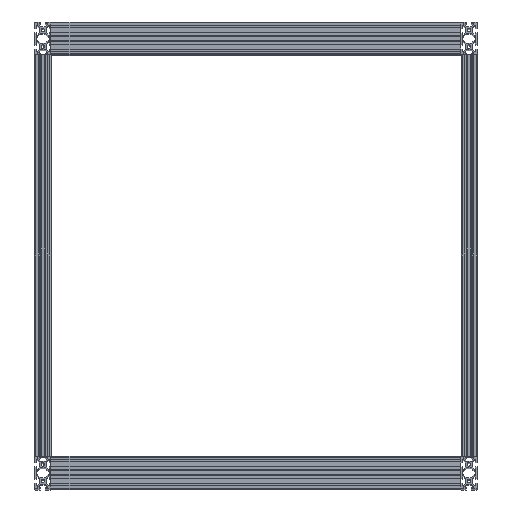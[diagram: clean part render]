
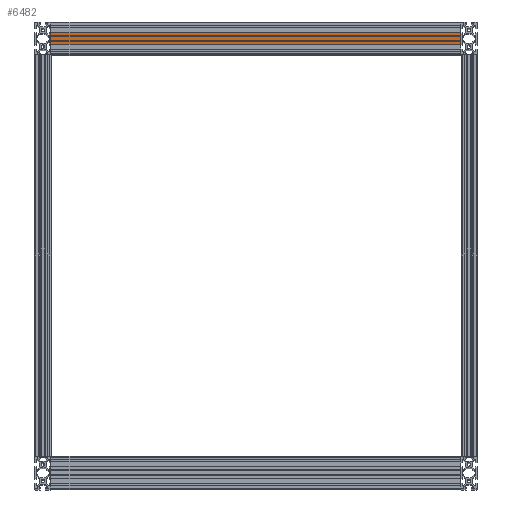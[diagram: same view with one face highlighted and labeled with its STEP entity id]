
A CAD part, top view. The second image highlights one B-rep face of the part: STEP entity #6482.
In plain terms, the highlighted face is planar.
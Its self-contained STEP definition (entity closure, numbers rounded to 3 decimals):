
#356=FACE_OUTER_BOUND('',#685,.T.);
#685=EDGE_LOOP('',(#5311,#5312,#5313,#5314));
#1312=LINE('',#9703,#2166);
#1464=LINE('',#10023,#2318);
#1466=LINE('',#10027,#2320);
#1467=LINE('',#10028,#2321);
#2166=VECTOR('',#7902,10.);
#2318=VECTOR('',#8148,1000.);
#2320=VECTOR('',#8152,1000.);
#2321=VECTOR('',#8153,14.);
#2903=VERTEX_POINT('',#9701);
#2904=VERTEX_POINT('',#9702);
#3025=VERTEX_POINT('',#10022);
#3026=VERTEX_POINT('',#10026);
#3678=EDGE_CURVE('',#2903,#2904,#1312,.T.);
#3838=EDGE_CURVE('',#2904,#3025,#1464,.T.);
#3840=EDGE_CURVE('',#2903,#3026,#1466,.T.);
#3841=EDGE_CURVE('',#3026,#3025,#1467,.T.);
#5311=ORIENTED_EDGE('',*,*,#3840,.T.);
#5312=ORIENTED_EDGE('',*,*,#3841,.T.);
#5313=ORIENTED_EDGE('',*,*,#3838,.F.);
#5314=ORIENTED_EDGE('',*,*,#3678,.F.);
#6181=PLANE('',#6900);
#6482=ADVANCED_FACE('',(#356),#6181,.T.);
#6900=AXIS2_PLACEMENT_3D('',#10025,#8150,#8151);
#7902=DIRECTION('',(0.,-1.,0.));
#8148=DIRECTION('',(0.,0.,1.));
#8150=DIRECTION('center_axis',(1.,0.,0.));
#8151=DIRECTION('ref_axis',(0.,1.,0.));
#8152=DIRECTION('',(0.,0.,1.));
#8153=DIRECTION('',(0.,-1.,0.));
#9701=CARTESIAN_POINT('',(10.,7.,500.));
#9702=CARTESIAN_POINT('',(10.,-7.,500.));
#9703=CARTESIAN_POINT('',(10.,5.358,500.));
#10022=CARTESIAN_POINT('',(10.,-7.,1000.));
#10023=CARTESIAN_POINT('',(10.,-7.,0.));
#10025=CARTESIAN_POINT('Origin',(10.,0.,0.));
#10026=CARTESIAN_POINT('',(10.,7.,1000.));
#10027=CARTESIAN_POINT('',(10.,7.,0.));
#10028=CARTESIAN_POINT('',(10.,0.,1000.));
